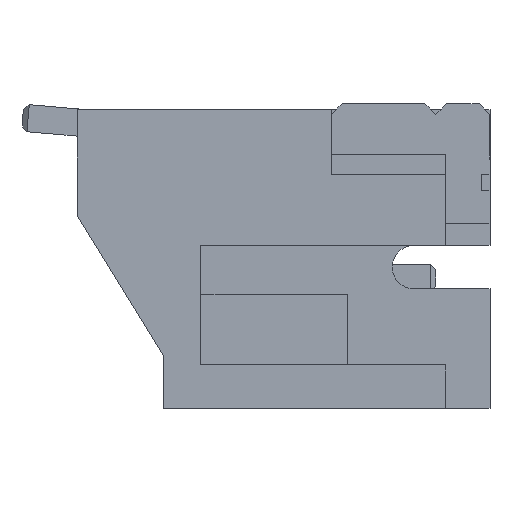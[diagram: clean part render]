
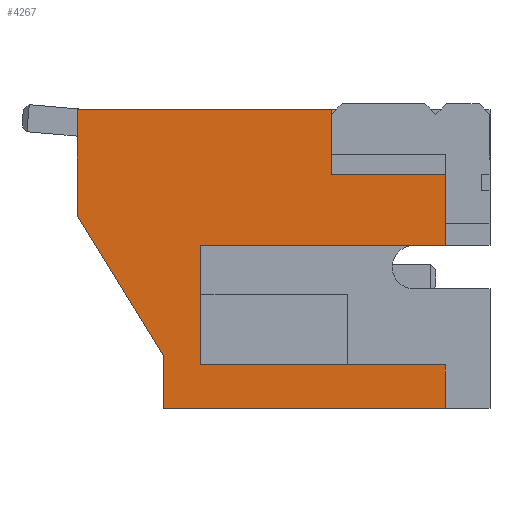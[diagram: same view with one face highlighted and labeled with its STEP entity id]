
A CAD part, left-side view. The second image highlights one B-rep face of the part: STEP entity #4267.
In plain terms, the highlighted planar face has unit normal (-1, 0, 0).
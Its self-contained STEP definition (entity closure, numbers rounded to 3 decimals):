
#1 = DIRECTION ( 'NONE',  ( 0., 0., -1. ) ) ;
#82 = VERTEX_POINT ( 'NONE', #2355 ) ;
#245 = ORIENTED_EDGE ( 'NONE', *, *, #878, .T. ) ;
#471 = VECTOR ( 'NONE', #1, 1000. ) ;
#523 = VERTEX_POINT ( 'NONE', #7906 ) ;
#606 = CARTESIAN_POINT ( 'NONE',  ( -0.75, 2.06, 6.14 ) ) ;
#751 = DIRECTION ( 'NONE',  ( 0., -1., 0. ) ) ;
#753 = ORIENTED_EDGE ( 'NONE', *, *, #831, .T. ) ;
#831 = EDGE_CURVE ( 'NONE', #2105, #1784, #4525, .T. ) ;
#845 = DIRECTION ( 'NONE',  ( 0., 0., -1. ) ) ;
#878 = EDGE_CURVE ( 'NONE', #1316, #3497, #1803, .T. ) ;
#1052 = ORIENTED_EDGE ( 'NONE', *, *, #6052, .T. ) ;
#1053 = CARTESIAN_POINT ( 'NONE',  ( -0.75, 4.66, 4.54 ) ) ;
#1080 = CARTESIAN_POINT ( 'NONE',  ( -0.75, 1.31, -0.64 ) ) ;
#1084 = EDGE_CURVE ( 'NONE', #3497, #2446, #1764, .T. ) ;
#1095 = CARTESIAN_POINT ( 'NONE',  ( -0.75, 2.06, 6.14 ) ) ;
#1160 = VECTOR ( 'NONE', #4998, 1000. ) ;
#1316 = VERTEX_POINT ( 'NONE', #4162 ) ;
#1406 = EDGE_CURVE ( 'NONE', #3414, #523, #4431, .T. ) ;
#1486 = VERTEX_POINT ( 'NONE', #6954 ) ;
#1488 = EDGE_CURVE ( 'NONE', #2446, #82, #2299, .T. ) ;
#1595 = CARTESIAN_POINT ( 'NONE',  ( -0.75, 4.81, 3.86 ) ) ;
#1700 = EDGE_CURVE ( 'NONE', #82, #5807, #2629, .T. ) ;
#1764 = LINE ( 'NONE', #1053, #3875 ) ;
#1784 = VERTEX_POINT ( 'NONE', #5307 ) ;
#1803 = LINE ( 'NONE', #1095, #1160 ) ;
#1837 = DIRECTION ( 'NONE',  ( 0., 0., 1. ) ) ;
#1877 = CARTESIAN_POINT ( 'NONE',  ( -0.75, 0.11, 4.54 ) ) ;
#1943 = DIRECTION ( 'NONE',  ( 0., -1., 0. ) ) ;
#2105 = VERTEX_POINT ( 'NONE', #8397 ) ;
#2120 = CARTESIAN_POINT ( 'NONE',  ( -0.75, 5.61, -0.64 ) ) ;
#2131 = CARTESIAN_POINT ( 'NONE',  ( -0.75, 2.61, 3.86 ) ) ;
#2152 = ORIENTED_EDGE ( 'NONE', *, *, #6156, .T. ) ;
#2176 = DIRECTION ( 'NONE',  ( 0., 1., 0. ) ) ;
#2252 = LINE ( 'NONE', #1595, #7685 ) ;
#2293 = ORIENTED_EDGE ( 'NONE', *, *, #1700, .T. ) ;
#2299 = LINE ( 'NONE', #4836, #4408 ) ;
#2337 = EDGE_CURVE ( 'NONE', #523, #7914, #4434, .T. ) ;
#2355 = CARTESIAN_POINT ( 'NONE',  ( -0.75, 5.61, 4.54 ) ) ;
#2404 = DIRECTION ( 'NONE',  ( 0., 0.852, -0.524 ) ) ;
#2446 = VERTEX_POINT ( 'NONE', #6059 ) ;
#2487 = CARTESIAN_POINT ( 'NONE',  ( -0.75, 4.81, -0.64 ) ) ;
#2524 = VECTOR ( 'NONE', #845, 1000. ) ;
#2568 = DIRECTION ( 'NONE',  ( 1., 0., 0. ) ) ;
#2618 = ORIENTED_EDGE ( 'NONE', *, *, #7809, .T. ) ;
#2629 = LINE ( 'NONE', #6044, #471 ) ;
#2711 = EDGE_CURVE ( 'NONE', #5807, #2105, #4184, .T. ) ;
#2777 = CARTESIAN_POINT ( 'NONE',  ( -0.75, 2.61, 3.86 ) ) ;
#3414 = VERTEX_POINT ( 'NONE', #6418 ) ;
#3497 = VERTEX_POINT ( 'NONE', #606 ) ;
#3725 = LINE ( 'NONE', #6421, #6792 ) ;
#3729 = DIRECTION ( 'NONE',  ( 0., -1., 0. ) ) ;
#3875 = VECTOR ( 'NONE', #2404, 1000. ) ;
#4162 = CARTESIAN_POINT ( 'NONE',  ( -0.75, 0.11, 6.14 ) ) ;
#4184 = LINE ( 'NONE', #2120, #4235 ) ;
#4192 = CARTESIAN_POINT ( 'NONE',  ( -0.75, 1.31, 1.46 ) ) ;
#4235 = VECTOR ( 'NONE', #751, 1000. ) ;
#4267 = ADVANCED_FACE ( 'NONE', ( #5770 ), #5940, .F. ) ;
#4408 = VECTOR ( 'NONE', #2176, 1000. ) ;
#4431 = LINE ( 'NONE', #5861, #5398 ) ;
#4434 = LINE ( 'NONE', #1080, #8368 ) ;
#4435 = VERTEX_POINT ( 'NONE', #2131 ) ;
#4451 = ORIENTED_EDGE ( 'NONE', *, *, #7949, .T. ) ;
#4525 = LINE ( 'NONE', #2487, #4689 ) ;
#4689 = VECTOR ( 'NONE', #1837, 1000. ) ;
#4736 = ORIENTED_EDGE ( 'NONE', *, *, #2711, .T. ) ;
#4836 = CARTESIAN_POINT ( 'NONE',  ( -0.75, 5.61, 4.54 ) ) ;
#4998 = DIRECTION ( 'NONE',  ( 0., 1., 0. ) ) ;
#5200 = ORIENTED_EDGE ( 'NONE', *, *, #1406, .T. ) ;
#5307 = CARTESIAN_POINT ( 'NONE',  ( -0.75, 4.81, 3.86 ) ) ;
#5398 = VECTOR ( 'NONE', #7883, 1000. ) ;
#5562 = VECTOR ( 'NONE', #1943, 1000. ) ;
#5665 = LINE ( 'NONE', #2777, #2524 ) ;
#5770 = FACE_OUTER_BOUND ( 'NONE', #7363, .T. ) ;
#5807 = VERTEX_POINT ( 'NONE', #5812 ) ;
#5812 = CARTESIAN_POINT ( 'NONE',  ( -0.75, 5.61, -0.64 ) ) ;
#5861 = CARTESIAN_POINT ( 'NONE',  ( -0.75, 2.61, -0.64 ) ) ;
#5940 = PLANE ( 'NONE',  #8470 ) ;
#5965 = LINE ( 'NONE', #8676, #5562 ) ;
#6044 = CARTESIAN_POINT ( 'NONE',  ( -0.75, 5.61, -0.64 ) ) ;
#6052 = EDGE_CURVE ( 'NONE', #1784, #4435, #2252, .T. ) ;
#6059 = CARTESIAN_POINT ( 'NONE',  ( -0.75, 4.66, 4.54 ) ) ;
#6156 = EDGE_CURVE ( 'NONE', #7914, #1486, #5965, .T. ) ;
#6418 = CARTESIAN_POINT ( 'NONE',  ( -0.75, 2.61, -0.64 ) ) ;
#6421 = CARTESIAN_POINT ( 'NONE',  ( -0.75, 0.11, 4.54 ) ) ;
#6792 = VECTOR ( 'NONE', #7814, 1000. ) ;
#6954 = CARTESIAN_POINT ( 'NONE',  ( -0.75, 0.11, 1.46 ) ) ;
#7235 = DIRECTION ( 'NONE',  ( 0., 0., 1. ) ) ;
#7282 = ORIENTED_EDGE ( 'NONE', *, *, #2337, .T. ) ;
#7363 = EDGE_LOOP ( 'NONE', ( #2293, #4736, #753, #1052, #4451, #5200, #7282, #2152, #2618, #245, #8641, #7436 ) ) ;
#7436 = ORIENTED_EDGE ( 'NONE', *, *, #1488, .T. ) ;
#7685 = VECTOR ( 'NONE', #8374, 1000. ) ;
#7809 = EDGE_CURVE ( 'NONE', #1486, #1316, #3725, .T. ) ;
#7814 = DIRECTION ( 'NONE',  ( 0., 0., 1. ) ) ;
#7883 = DIRECTION ( 'NONE',  ( 0., -1., 0. ) ) ;
#7906 = CARTESIAN_POINT ( 'NONE',  ( -0.75, 1.31, -0.64 ) ) ;
#7914 = VERTEX_POINT ( 'NONE', #4192 ) ;
#7949 = EDGE_CURVE ( 'NONE', #4435, #3414, #5665, .T. ) ;
#8368 = VECTOR ( 'NONE', #7235, 1000. ) ;
#8374 = DIRECTION ( 'NONE',  ( 0., -1., 0. ) ) ;
#8397 = CARTESIAN_POINT ( 'NONE',  ( -0.75, 4.81, -0.64 ) ) ;
#8470 = AXIS2_PLACEMENT_3D ( 'NONE', #1877, #2568, #3729 ) ;
#8641 = ORIENTED_EDGE ( 'NONE', *, *, #1084, .T. ) ;
#8676 = CARTESIAN_POINT ( 'NONE',  ( -0.75, 1.31, 1.46 ) ) ;
